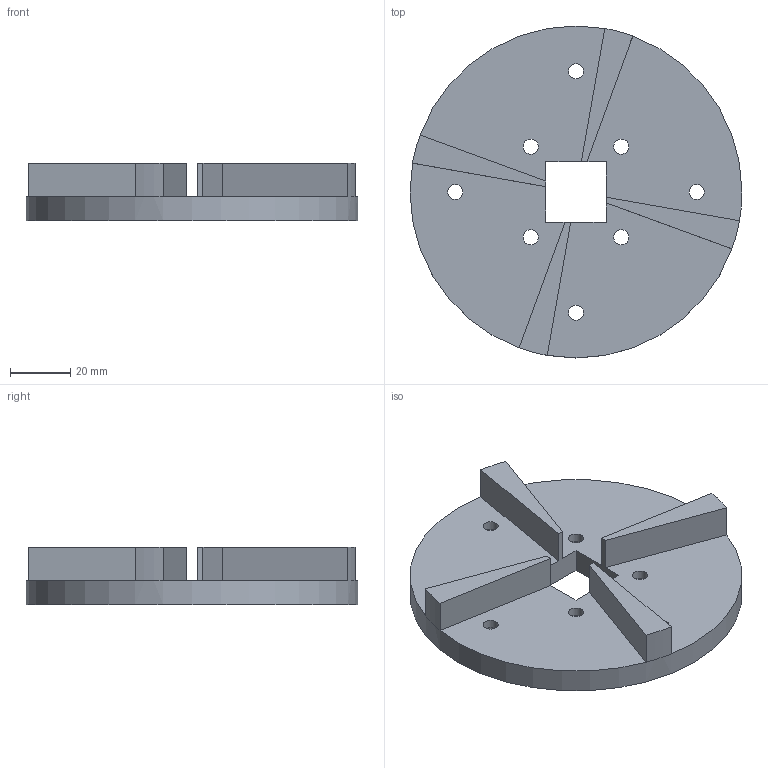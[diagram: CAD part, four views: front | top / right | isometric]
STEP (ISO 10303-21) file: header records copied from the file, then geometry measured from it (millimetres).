
FILE_DESCRIPTION(('FreeCAD Model'),'2;1');
FILE_NAME('Cliquet part 1.step','2016-11-16T17:47:14',('Author'),(''), 'Open CASCADE STEP processor 6.8','FreeCAD','Unknown');
FILE_SCHEMA(('AUTOMOTIVE_DESIGN_CC2 { 1 2 10303 214 -1 1 5 4 }'));
Length unit declared in the file: millimetre
Products named in the file (2): ASSEMBLY; Cut004
Assembly tree (1 placements, depth 2):
  ASSEMBLY
    Cut004
Bounding box: 110 x 110 x 19 mm (x, y, z)
Volume: 80416.1 mm3; surface area: 27360.6 mm2
Topology: 1 solids, 1 shells, 50 faces, 115 edges, 74 vertices
Faces by surface type: plane 29, cylinder 21
Full cylindrical faces by diameter (mm): 5 x8, 10 x8, 110 x1
Entity records: 2951 total; most frequent: CARTESIAN_POINT 511, DIRECTION 455, ORIENTED_EDGE 230, PCURVE 230, DEFINITIONAL_REPRESENTATION 230, LINE 217, VECTOR 217, EDGE_CURVE 115
